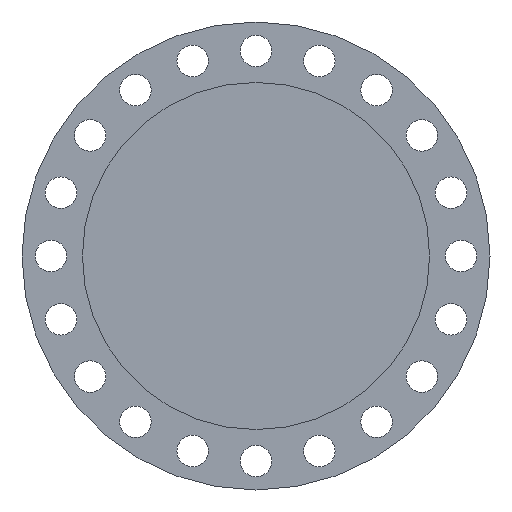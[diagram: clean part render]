
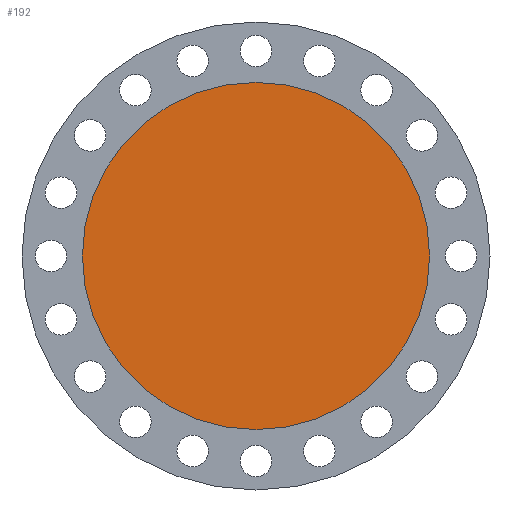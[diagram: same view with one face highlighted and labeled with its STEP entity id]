
A CAD part, left-side view. The second image highlights one B-rep face of the part: STEP entity #192.
In plain terms, the highlighted planar face has unit normal (-1, 0, 0).
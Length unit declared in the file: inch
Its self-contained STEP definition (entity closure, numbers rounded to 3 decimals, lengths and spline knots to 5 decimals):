
#192 = ADVANCED_FACE ( 'NONE', ( #650 ), #826, .T. ) ;
#233 = ORIENTED_EDGE ( 'NONE', *, *, #875, .T. ) ;
#530 = DIRECTION ( 'NONE',  ( -1., 0., 0. ) ) ;
#579 = CIRCLE ( 'NONE', #1668, 17.25 ) ;
#650 = FACE_OUTER_BOUND ( 'NONE', #1647, .T. ) ;
#810 = AXIS2_PLACEMENT_3D ( 'NONE', #1067, #1463, #1055 ) ;
#826 = PLANE ( 'NONE',  #810 ) ;
#875 = EDGE_CURVE ( 'NONE', #947, #1095, #579, .T. ) ;
#899 = CARTESIAN_POINT ( 'NONE',  ( 0., 0., 0. ) ) ;
#947 = VERTEX_POINT ( 'NONE', #1003 ) ;
#1003 = CARTESIAN_POINT ( 'NONE',  ( 0., 0., 17.25 ) ) ;
#1055 = DIRECTION ( 'NONE',  ( 0., 0., 1. ) ) ;
#1065 = EDGE_CURVE ( 'NONE', #1095, #947, #1464, .T. ) ;
#1067 = CARTESIAN_POINT ( 'NONE',  ( 0., 0., 0. ) ) ;
#1095 = VERTEX_POINT ( 'NONE', #1292 ) ;
#1149 = DIRECTION ( 'NONE',  ( 0., 0., 1. ) ) ;
#1200 = DIRECTION ( 'NONE',  ( 0., 0., 1. ) ) ;
#1266 = AXIS2_PLACEMENT_3D ( 'NONE', #899, #1274, #1149 ) ;
#1274 = DIRECTION ( 'NONE',  ( -1., 0., 0. ) ) ;
#1292 = CARTESIAN_POINT ( 'NONE',  ( 0., 0., -17.25 ) ) ;
#1452 = ORIENTED_EDGE ( 'NONE', *, *, #1065, .T. ) ;
#1463 = DIRECTION ( 'NONE',  ( -1., 0., 0. ) ) ;
#1464 = CIRCLE ( 'NONE', #1266, 17.25 ) ;
#1647 = EDGE_LOOP ( 'NONE', ( #233, #1452 ) ) ;
#1668 = AXIS2_PLACEMENT_3D ( 'NONE', #1722, #530, #1200 ) ;
#1722 = CARTESIAN_POINT ( 'NONE',  ( 0., 0., 0. ) ) ;
